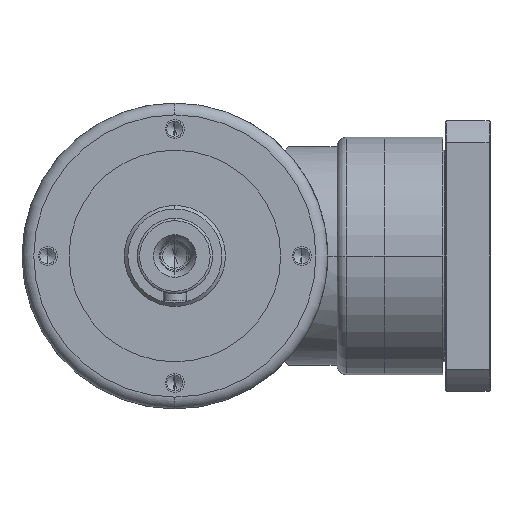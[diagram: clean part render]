
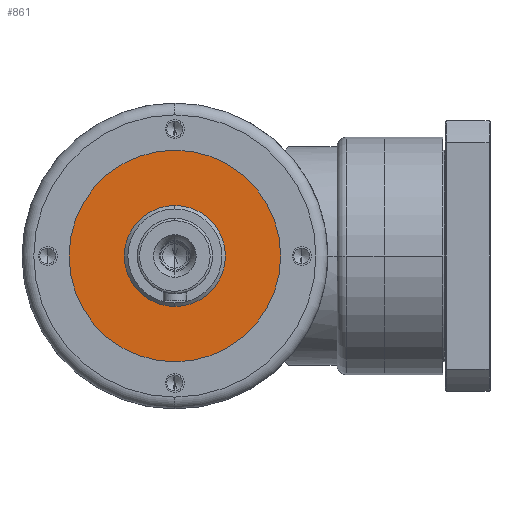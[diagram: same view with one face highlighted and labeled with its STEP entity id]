
A CAD part, left-side view. The second image highlights one B-rep face of the part: STEP entity #861.
In plain terms, the highlighted planar face has unit normal (-1, 0, 0).
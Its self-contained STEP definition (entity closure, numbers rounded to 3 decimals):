
#147=CARTESIAN_POINT('',(-17.5,0.,0.));
#148=DIRECTION('',(-1.,0.,0.));
#149=DIRECTION('',(0.,1.,0.));
#150=AXIS2_PLACEMENT_3D('',#147,#148,#149);
#152=CARTESIAN_POINT('',(-17.5,0.,0.));
#153=DIRECTION('',(1.,0.,0.));
#154=DIRECTION('',(0.,1.,0.));
#155=AXIS2_PLACEMENT_3D('',#152,#153,#154);
#157=CARTESIAN_POINT('',(-17.5,0.,0.));
#158=DIRECTION('',(1.,0.,0.));
#159=DIRECTION('',(0.,1.,0.));
#160=AXIS2_PLACEMENT_3D('',#157,#158,#159);
#170=CARTESIAN_POINT('',(-17.5,0.,0.));
#171=DIRECTION('',(-1.,0.,0.));
#172=DIRECTION('',(0.,1.,0.));
#173=AXIS2_PLACEMENT_3D('',#170,#171,#172);
#498=CARTESIAN_POINT('',(-17.5,45.,0.));
#500=VERTEX_POINT('',#498);
#501=CARTESIAN_POINT('',(-17.5,21.5,0.));
#503=VERTEX_POINT('',#501);
#506=CARTESIAN_POINT('',(-17.5,-45.,0.));
#508=VERTEX_POINT('',#506);
#509=CARTESIAN_POINT('',(-17.5,-21.5,0.));
#511=VERTEX_POINT('',#509);
#846=CARTESIAN_POINT('',(-17.5,0.,0.));
#847=DIRECTION('',(1.,0.,0.));
#848=DIRECTION('',(0.,-1.,0.));
#849=AXIS2_PLACEMENT_3D('',#846,#847,#848);
#850=PLANE('',#849);
#851=ORIENTED_EDGE('',*,*,#839,.F.);
#852=ORIENTED_EDGE('',*,*,#828,.T.);
#853=EDGE_LOOP('',(#851,#852));
#854=FACE_OUTER_BOUND('',#853,.F.);
#856=ORIENTED_EDGE('',*,*,#855,.F.);
#858=ORIENTED_EDGE('',*,*,#857,.T.);
#859=EDGE_LOOP('',(#856,#858));
#860=FACE_BOUND('',#859,.F.);
#861=ADVANCED_FACE('',(#854,#860),#850,.F.);
#151=CIRCLE('',#150,45.);
#156=CIRCLE('',#155,45.);
#161=CIRCLE('',#160,21.5);
#174=CIRCLE('',#173,21.5);
#828=EDGE_CURVE('',#500,#508,#156,.T.);
#839=EDGE_CURVE('',#500,#508,#151,.T.);
#855=EDGE_CURVE('',#503,#511,#161,.T.);
#857=EDGE_CURVE('',#503,#511,#174,.T.);
